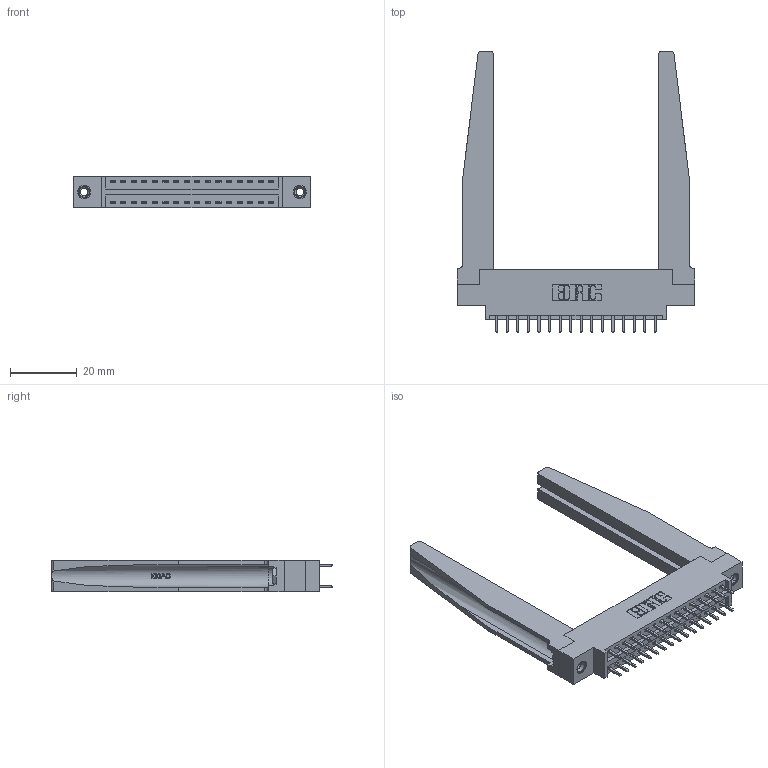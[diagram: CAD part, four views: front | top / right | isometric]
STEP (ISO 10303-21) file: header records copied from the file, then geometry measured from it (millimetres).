
FILE_DESCRIPTION (( 'STEP AP203' ), '1' );
FILE_NAME ('346-032-521-878.STEP', '2022-05-19T17:42:19', ( '' ), ( '' ), 'SwSTEP 2.0', 'SolidWorks 2020', '' );
FILE_SCHEMA (( 'CONFIG_CONTROL_DESIGN' ));
Length unit declared in the file: inch
Products named in the file (5): 346 Part_0.170 Offset - 0.156 Dia-TH; 345-292-001_345-293-121; 346-032-521-878; 345-250-001_345-250-001-102; 346-220-078_345-220-078
Assembly tree (37 placements, depth 2):
  346-032-521-878
    346 Part_0.170 Offset - 0.156 Dia-TH
    345-292-001_345-293-121  x32
    346-220-078_345-220-078  x2
    345-250-001_345-250-001-102  x2
Bounding box: 71.37 x 84.33 x 9.4 mm (x, y, z)
Volume: 13481 mm3; surface area: 15288.9 mm2
Topology: 37 solids, 37 shells, 2038 faces, 5945 edges, 3910 vertices
Faces by surface type: plane 1356, cylinder 630, bspline 36, cone 12, torus 4
Entity records: 19256 total; most frequent: CARTESIAN_POINT 4153, ORIENTED_EDGE 2974, DIRECTION 2697, EDGE_CURVE 1487, LINE 1197, VECTOR 1197, VERTEX_POINT 984, AXIS2_PLACEMENT_3D 750
